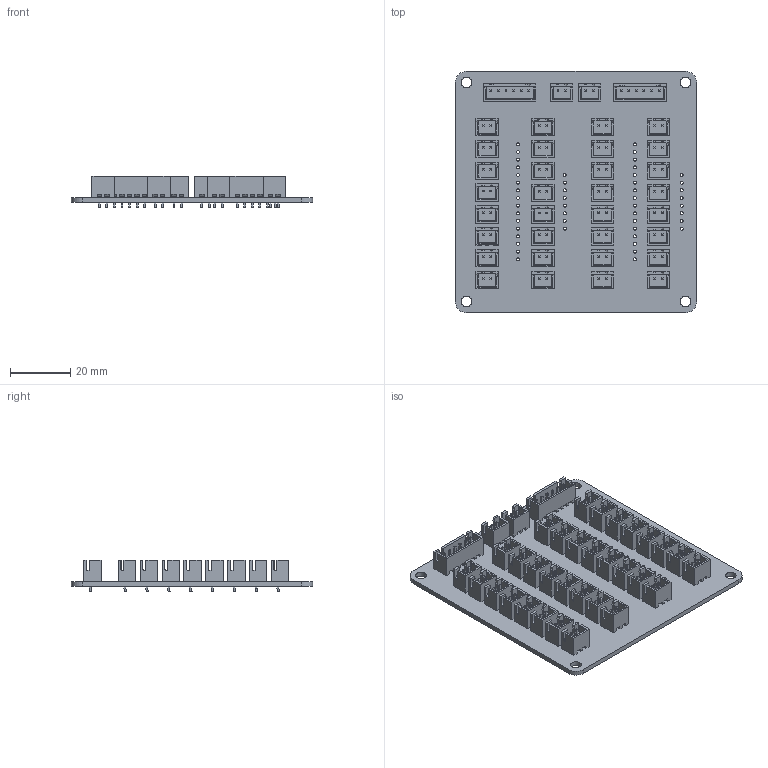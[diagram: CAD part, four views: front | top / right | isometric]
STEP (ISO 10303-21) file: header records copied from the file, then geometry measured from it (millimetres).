
FILE_DESCRIPTION(('KiCad electronic assembly'),'2;1');
FILE_NAME('mf-breakout-74hc4067.step','2023-02-22T23:22:01',('Pcbnew'),( 'Kicad'),'Open CASCADE STEP processor 7.6','KiCad to STEP converter' ,'Unknown');
FILE_SCHEMA(('AUTOMOTIVE_DESIGN { 1 0 10303 214 1 1 1 1 }'));
Length unit declared in the file: millimetre
Products named in the file (6): mf-breakout-74hc4067 1; JST_XH_B2B-XH-A_1x02_P2.50mm_Vertical; SOLID; JST_XH_B6B-XH-A_1x06_P2.50mm_Vertical; mf-breakout-74hc4067 PCB
Assembly tree (39 placements, depth 3):
  mf-breakout-74hc4067 1
    JST_XH_B2B-XH-A_1x02_P2.50mm_Vertical  x34
      SOLID
    JST_XH_B6B-XH-A_1x06_P2.50mm_Vertical  x2
      SOLID
    mf-breakout-74hc4067 PCB
Bounding box: 80 x 80 x 10.4 mm (x, y, z)
Volume: 15961.8 mm3; surface area: 28926 mm2
Topology: 37 solids, 37 shells, 3546 faces, 9512 edges, 6200 vertices
Faces by surface type: bspline 3404, cylinder 136, plane 6
Full cylindrical faces by diameter (mm): 0.95 x12, 1 x116, 3.5 x4
Entity records: 29563 total; most frequent: CARTESIAN_POINT 9342, ORIENTED_EDGE 2284, PCURVE 2284, DEFINITIONAL_REPRESENTATION 2284, B_SPLINE_CURVE_WITH_KNOTS 2134, DIRECTION 1624, EDGE_CURVE 1142, SURFACE_CURVE 1010
